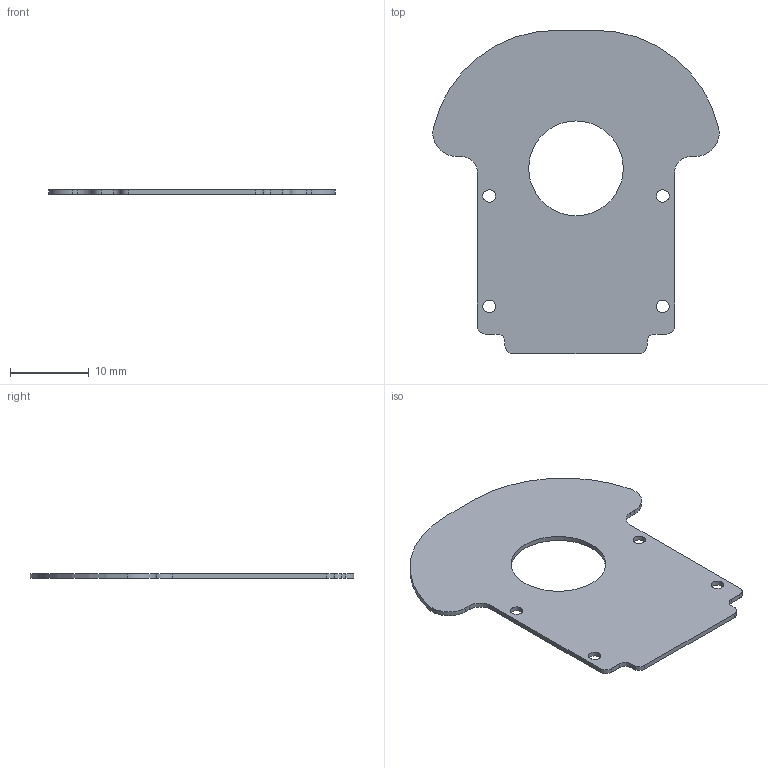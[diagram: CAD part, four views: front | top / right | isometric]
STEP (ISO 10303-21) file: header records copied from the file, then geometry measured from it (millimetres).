
FILE_DESCRIPTION(/* description */ (''),/* implementation_level */ '2;1');
FILE_NAME(/* name */ 'board v2.step',/* time_stamp */ '2017-11-27T22:17:12+09:00',/* author */ ('kerikun11'),/* organization */ (''),/* preprocessor_version */ 'ST-DEVELOPER v16.13',/* originating_system */ 'Autodesk Translation Framework v6.5.0.72',/* authorisation */ '');
FILE_SCHEMA (('AUTOMOTIVE_DESIGN { 1 0 10303 214 3 1 1 }'));
Length unit declared in the file: millimetre
Products named in the file (1): board
Bounding box: 36.28 x 41 x 0.6 mm (x, y, z)
Volume: 578.6 mm3; surface area: 2044.1 mm2
Topology: 1 solids, 1 shells, 29 faces, 81 edges, 54 vertices
Faces by surface type: cylinder 17, plane 12
Full cylindrical faces by diameter (mm): 1.6 x4, 12 x1
Entity records: 1009 total; most frequent: DIRECTION 175, CARTESIAN_POINT 165, ORIENTED_EDGE 162, EDGE_CURVE 81, AXIS2_PLACEMENT_3D 64, VERTEX_POINT 54, LINE 47, VECTOR 47
